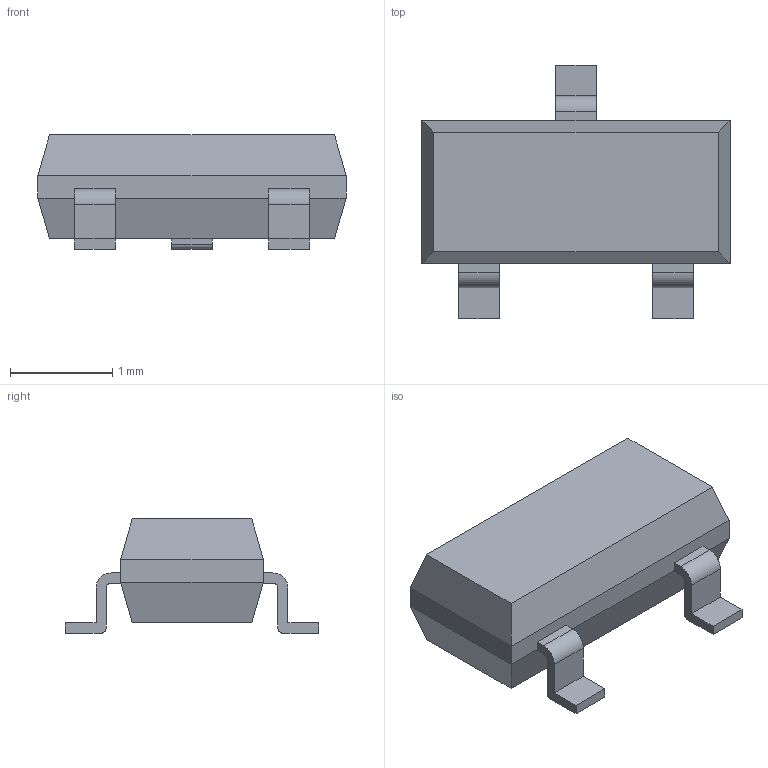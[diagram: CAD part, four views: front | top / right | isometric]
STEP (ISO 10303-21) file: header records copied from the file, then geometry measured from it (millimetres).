
FILE_DESCRIPTION( ( '' ), ' ' );
FILE_NAME( '5a3ba5734132850f757d8562.step', '2017-12-21T12:13:39', ( '' ), ( '' ), ' ', ' ', ' ' );
FILE_SCHEMA( ( 'AUTOMOTIVE_DESIGN { 1 0 10303 214 1 1 1 1 }' ) );
Length unit declared in the file: metre
Products named in the file (1): Open CASCADE STEP translator 6.8 1
Bounding box: 3.02 x 2.48 x 1.12 mm (x, y, z)
Volume: 4 mm3; surface area: 18.4 mm2
Topology: 1 solids, 1 shells, 51 faces, 137 edges, 88 vertices
Faces by surface type: plane 42, cylinder 9
Entity records: 2678 total; most frequent: CARTESIAN_POINT 277, ORIENTED_EDGE 274, DIRECTION 259, STYLED_ITEM 188, PRESENTATION_STYLE_ASSIGNMENT 188, COLOUR_RGB 188, EDGE_CURVE 137, CURVE_STYLE 137
